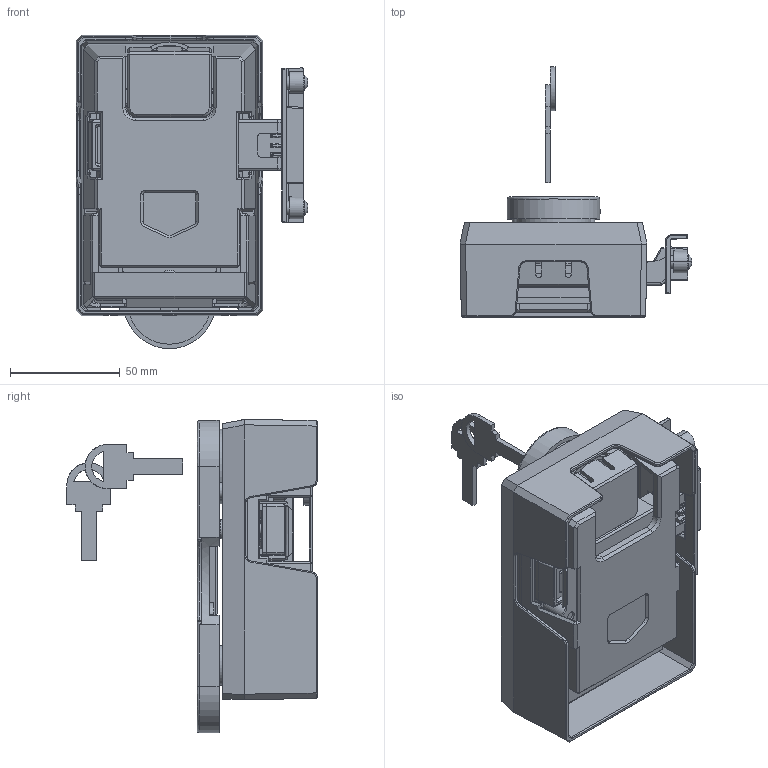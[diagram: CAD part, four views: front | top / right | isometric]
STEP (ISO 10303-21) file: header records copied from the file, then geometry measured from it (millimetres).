
FILE_DESCRIPTION( (''), '2;1');
FILE_NAME ('PC3521.20312.LL_0030_14175.stp','2025-11-10T13:55:29',(''),(''),'spGate 20.6.3 (****-****-****-****)','','');
FILE_SCHEMA (('AUTOMOTIVE_DESIGN'));
Length unit declared in the file: millimetre
Products named in the file (12): Assembly; LL_0030_M1; LL_0030_M2; LL_0030_M3; LL_0030_M4; LL_0030_M5; LL_0030_M6; LL_0030_M7; LL_0030_M8; LL_0030_M9; LL_0030_M10; LL_0030_M11
Assembly tree (11 placements, depth 2):
  Assembly
    LL_0030_M1
    LL_0030_M2
    LL_0030_M3
    LL_0030_M4
    LL_0030_M5
    LL_0030_M6
    LL_0030_M7
    LL_0030_M8
    LL_0030_M9
    LL_0030_M10
    LL_0030_M11
Bounding box: 105.47 x 113.84 x 142.5 mm (x, y, z)
Volume: 181515 mm3; surface area: 157269.8 mm2
Topology: 11 solids, 11 shells, 1621 faces, 4267 edges, 2654 vertices
Faces by surface type: plane 1032, cylinder 375, bspline 170, sphere 44
Entity records: 84834 total; most frequent: CARTESIAN_POINT 12246, ORIENTED_EDGE 8412, DIRECTION 7611, COLOUR_RGB 5838, PRESENTATION_STYLE_ASSIGNMENT 5838, STYLED_ITEM 5838, EDGE_CURVE 4206, DRAUGHTING_PRE_DEFINED_CURVE_FONT 4206
